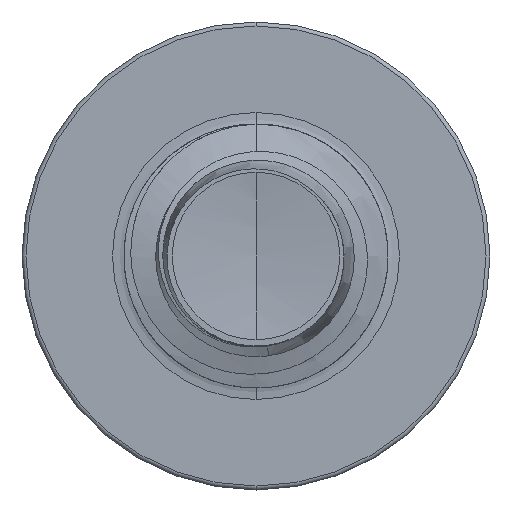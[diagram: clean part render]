
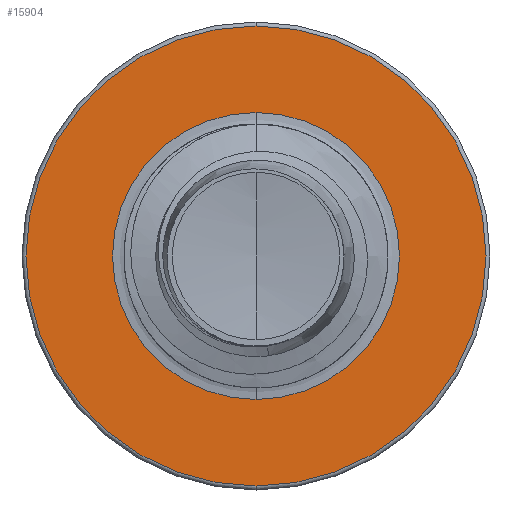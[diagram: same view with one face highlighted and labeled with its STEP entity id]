
A CAD part, front view. The second image highlights one B-rep face of the part: STEP entity #15904.
In plain terms, the highlighted planar face has unit normal (0, -1, 0).
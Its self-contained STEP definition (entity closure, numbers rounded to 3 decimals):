
#58 = CIRCLE ( 'NONE', #19016, 1.196 ) ;
#568 = CARTESIAN_POINT ( 'NONE',  ( 0., 7., 0. ) ) ;
#621 = CARTESIAN_POINT ( 'NONE',  ( 0., 7., 1.196 ) ) ;
#674 = CARTESIAN_POINT ( 'NONE',  ( 0., 7., 0. ) ) ;
#1399 = CARTESIAN_POINT ( 'NONE',  ( 0., 7., -1.196 ) ) ;
#1981 = AXIS2_PLACEMENT_3D ( 'NONE', #16966, #6708, #18585 ) ;
#2499 = DIRECTION ( 'NONE',  ( 0., 0., 1. ) ) ;
#2611 = DIRECTION ( 'NONE',  ( 0., 0., 1. ) ) ;
#2962 = AXIS2_PLACEMENT_3D ( 'NONE', #1399, #3310, #15601 ) ;
#2969 = VERTEX_POINT ( 'NONE', #20396 ) ;
#3228 = PLANE ( 'NONE',  #2962 ) ;
#3310 = DIRECTION ( 'NONE',  ( 0., 1., 0. ) ) ;
#3919 = AXIS2_PLACEMENT_3D ( 'NONE', #674, #13353, #2611 ) ;
#4214 = CIRCLE ( 'NONE', #1981, 1.917 ) ;
#6708 = DIRECTION ( 'NONE',  ( 0., 1., 0. ) ) ;
#7938 = DIRECTION ( 'NONE',  ( 0., 1., 0. ) ) ;
#8071 = VERTEX_POINT ( 'NONE', #12506 ) ;
#10088 = VERTEX_POINT ( 'NONE', #621 ) ;
#10395 = EDGE_CURVE ( 'NONE', #2969, #8071, #4214, .T. ) ;
#10481 = ORIENTED_EDGE ( 'NONE', *, *, #22045, .T. ) ;
#11039 = ORIENTED_EDGE ( 'NONE', *, *, #12586, .T. ) ;
#11402 = EDGE_CURVE ( 'NONE', #8071, #2969, #12067, .T. ) ;
#12067 = CIRCLE ( 'NONE', #16147, 1.917 ) ;
#12075 = FACE_OUTER_BOUND ( 'NONE', #15383, .T. ) ;
#12462 = VERTEX_POINT ( 'NONE', #14561 ) ;
#12506 = CARTESIAN_POINT ( 'NONE',  ( 0., 7., -1.917 ) ) ;
#12586 = EDGE_CURVE ( 'NONE', #10088, #12462, #58, .T. ) ;
#13260 = DIRECTION ( 'NONE',  ( 0., 1., 0. ) ) ;
#13353 = DIRECTION ( 'NONE',  ( 0., 1., 0. ) ) ;
#14561 = CARTESIAN_POINT ( 'NONE',  ( 0., 7., -1.196 ) ) ;
#15383 = EDGE_LOOP ( 'NONE', ( #22231, #16295 ) ) ;
#15601 = DIRECTION ( 'NONE',  ( 0., 0., 1. ) ) ;
#15899 = EDGE_LOOP ( 'NONE', ( #11039, #10481 ) ) ;
#15904 = ADVANCED_FACE ( 'NONE', ( #12075, #21018 ), #3228, .F. ) ;
#16147 = AXIS2_PLACEMENT_3D ( 'NONE', #18051, #7938, #19677 ) ;
#16295 = ORIENTED_EDGE ( 'NONE', *, *, #11402, .F. ) ;
#16966 = CARTESIAN_POINT ( 'NONE',  ( 0., 7., 0. ) ) ;
#18051 = CARTESIAN_POINT ( 'NONE',  ( 0., 7., 0. ) ) ;
#18585 = DIRECTION ( 'NONE',  ( 0., 0., 1. ) ) ;
#19016 = AXIS2_PLACEMENT_3D ( 'NONE', #568, #13260, #2499 ) ;
#19677 = DIRECTION ( 'NONE',  ( 0., 0., 1. ) ) ;
#20250 = CIRCLE ( 'NONE', #3919, 1.196 ) ;
#20396 = CARTESIAN_POINT ( 'NONE',  ( 0., 7., 1.917 ) ) ;
#21018 = FACE_BOUND ( 'NONE', #15899, .T. ) ;
#22045 = EDGE_CURVE ( 'NONE', #12462, #10088, #20250, .T. ) ;
#22231 = ORIENTED_EDGE ( 'NONE', *, *, #10395, .F. ) ;
